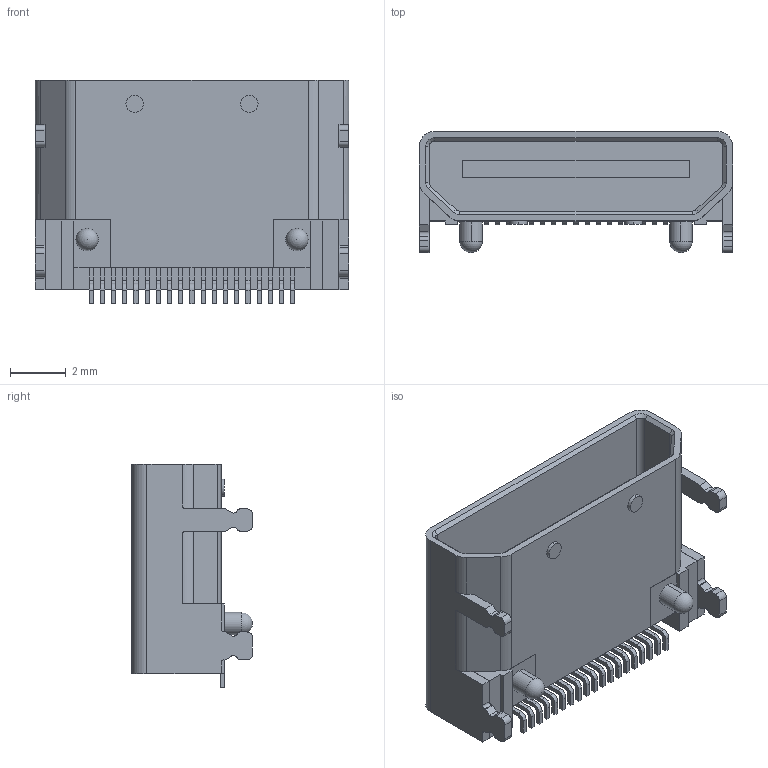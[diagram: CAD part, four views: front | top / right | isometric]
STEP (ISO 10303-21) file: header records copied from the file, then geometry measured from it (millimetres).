
FILE_DESCRIPTION (( 'STEP AP214' ), '1' );
FILE_NAME ('KMDMIX-NS3B-WS-BTR_rA1.STEP', '2012-05-17T23:50:30', ( ' ' ), ( ' ' ), 'SwSTEP 2.0', 'SolidWorks 2007', '' );
FILE_SCHEMA (( 'AUTOMOTIVE_DESIGN' ));
Length unit declared in the file: millimetre
Products named in the file (1): KMDMIX-NS3B-WS-BTR_rA1
Bounding box: 11.2 x 4.32 x 8 mm (x, y, z)
Volume: 133.7 mm3; surface area: 514.1 mm2
Topology: 1 solids, 1 shells, 473 faces, 1338 edges, 886 vertices
Faces by surface type: plane 314, cylinder 151, cone 6, sphere 2
Entity records: 19203 total; most frequent: CARTESIAN_POINT 2748, ORIENTED_EDGE 2664, DIRECTION 2580, EDGE_CURVE 1332, VECTOR 1024, LINE 1024, VERTEX_POINT 882, AXIS2_PLACEMENT_3D 778
